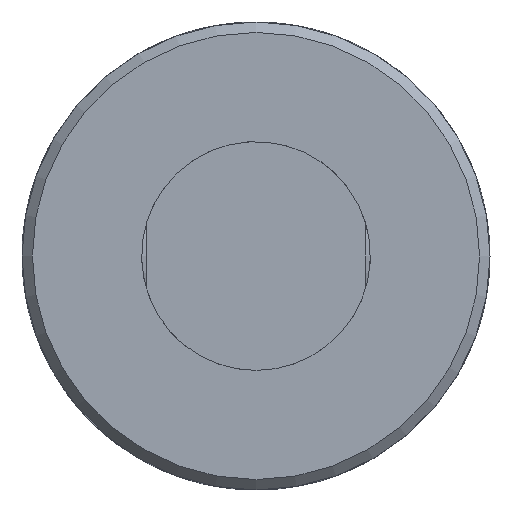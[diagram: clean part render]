
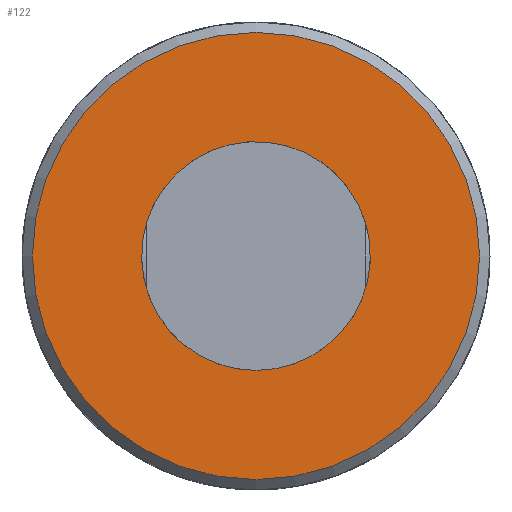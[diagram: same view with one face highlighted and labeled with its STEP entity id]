
A CAD part, left-side view. The second image highlights one B-rep face of the part: STEP entity #122.
In plain terms, the highlighted planar face has unit normal (-1, 0, 0).
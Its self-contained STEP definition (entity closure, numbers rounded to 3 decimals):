
#122 = ADVANCED_FACE( '', ( #244, #245 ), #246, .F. );
#244 = FACE_OUTER_BOUND( '', #390, .T. );
#245 = FACE_BOUND( '', #391, .T. );
#246 = PLANE( '', #392 );
#390 = EDGE_LOOP( '', ( #547 ) );
#391 = EDGE_LOOP( '', ( #548 ) );
#392 = AXIS2_PLACEMENT_3D( '', #549, #550, #551 );
#547 = ORIENTED_EDGE( '', *, *, #804, .F. );
#548 = ORIENTED_EDGE( '', *, *, #805, .T. );
#549 = CARTESIAN_POINT( '', ( 0., 0., 0. ) );
#550 = DIRECTION( '', ( 1., 0., 0. ) );
#551 = DIRECTION( '', ( 0., 0., -1. ) );
#804 = EDGE_CURVE( '', #923, #923, #924, .T. );
#805 = EDGE_CURVE( '', #925, #925, #926, .T. );
#923 = VERTEX_POINT( '', #1351 );
#924 = CIRCLE( '', #1352, 21.5 );
#925 = VERTEX_POINT( '', #1353 );
#926 = CIRCLE( '', #1354, 11. );
#1351 = CARTESIAN_POINT( '', ( 0., 0., -21.5 ) );
#1352 = AXIS2_PLACEMENT_3D( '', #1654, #1655, #1656 );
#1353 = CARTESIAN_POINT( '', ( 0., 0., -11. ) );
#1354 = AXIS2_PLACEMENT_3D( '', #1657, #1658, #1659 );
#1654 = CARTESIAN_POINT( '', ( 0., 0., 0. ) );
#1655 = DIRECTION( '', ( 1., 0., 0. ) );
#1656 = DIRECTION( '', ( 0., 0., -1. ) );
#1657 = CARTESIAN_POINT( '', ( 0., 0., 0. ) );
#1658 = DIRECTION( '', ( 1., 0., 0. ) );
#1659 = DIRECTION( '', ( 0., 0., -1. ) );
